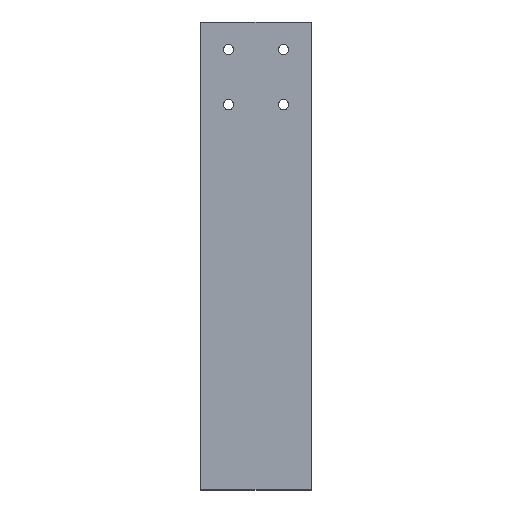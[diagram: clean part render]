
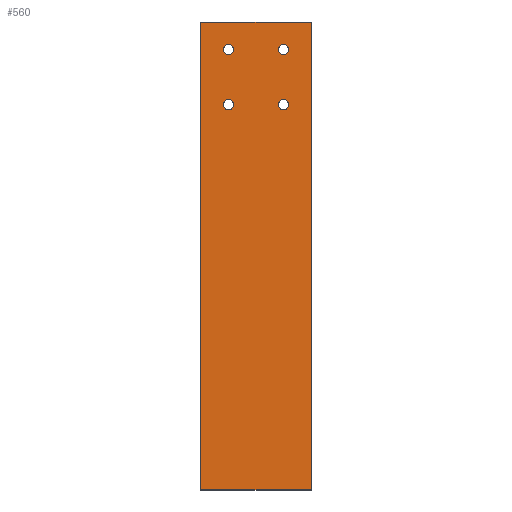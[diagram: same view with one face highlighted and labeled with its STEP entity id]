
A CAD part, top view. The second image highlights one B-rep face of the part: STEP entity #560.
In plain terms, the highlighted planar face has unit normal (0, 0, 1).
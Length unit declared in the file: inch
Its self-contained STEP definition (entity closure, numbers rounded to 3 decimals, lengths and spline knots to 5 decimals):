
#1 = CARTESIAN_POINT ( 'NONE',  ( 0.40625, 8., 1. ) ) ;
#32 = EDGE_CURVE ( 'NONE', #1922, #1659, #355, .T. ) ;
#37 = DIRECTION ( 'NONE',  ( 0., -1., 0. ) ) ;
#69 = VERTEX_POINT ( 'NONE', #1474 ) ;
#81 = VERTEX_POINT ( 'NONE', #1079 ) ;
#89 = DIRECTION ( 'NONE',  ( 1., 0., 0. ) ) ;
#93 = CARTESIAN_POINT ( 'NONE',  ( 1., 8.5, 1. ) ) ;
#171 = CIRCLE ( 'NONE', #785, 0.09375 ) ;
#180 = CIRCLE ( 'NONE', #2215, 0.09375 ) ;
#192 = EDGE_CURVE ( 'NONE', #742, #1509, #2029, .T. ) ;
#196 = ORIENTED_EDGE ( 'NONE', *, *, #1575, .T. ) ;
#208 = CARTESIAN_POINT ( 'NONE',  ( -1., 8.5, 1. ) ) ;
#213 = CARTESIAN_POINT ( 'NONE',  ( -0.40625, 8., 1. ) ) ;
#219 = VERTEX_POINT ( 'NONE', #1030 ) ;
#239 = DIRECTION ( 'NONE',  ( 1., 0., 0. ) ) ;
#249 = LINE ( 'NONE', #1793, #1664 ) ;
#251 = CIRCLE ( 'NONE', #1738, 0.09375 ) ;
#253 = ORIENTED_EDGE ( 'NONE', *, *, #269, .F. ) ;
#269 = EDGE_CURVE ( 'NONE', #1943, #1972, #251, .T. ) ;
#292 = EDGE_LOOP ( 'NONE', ( #196, #2176, #717, #733 ) ) ;
#294 = DIRECTION ( 'NONE',  ( 0., 0., 1. ) ) ;
#295 = DIRECTION ( 'NONE',  ( 0., 0., 1. ) ) ;
#316 = CIRCLE ( 'NONE', #896, 0.09375 ) ;
#328 = DIRECTION ( 'NONE',  ( 1., 0., 0. ) ) ;
#355 = CIRCLE ( 'NONE', #1624, 0.09375 ) ;
#373 = CARTESIAN_POINT ( 'NONE',  ( -0.5, 7., 1. ) ) ;
#374 = CARTESIAN_POINT ( 'NONE',  ( -0.59375, 8., 1. ) ) ;
#382 = DIRECTION ( 'NONE',  ( 1., 0., 0. ) ) ;
#420 = EDGE_LOOP ( 'NONE', ( #824, #677 ) ) ;
#521 = CARTESIAN_POINT ( 'NONE',  ( -1., 8.5, 1. ) ) ;
#530 = FACE_OUTER_BOUND ( 'NONE', #292, .T. ) ;
#553 = DIRECTION ( 'NONE',  ( -1., 0., 0. ) ) ;
#558 = CARTESIAN_POINT ( 'NONE',  ( -0.5, 8., 1. ) ) ;
#560 = ADVANCED_FACE ( 'NONE', ( #890, #1198, #1214, #1555, #530 ), #1029, .F. ) ;
#566 = DIRECTION ( 'NONE',  ( 0., 0., 1. ) ) ;
#591 = ORIENTED_EDGE ( 'NONE', *, *, #32, .F. ) ;
#612 = AXIS2_PLACEMENT_3D ( 'NONE', #2034, #295, #1685 ) ;
#677 = ORIENTED_EDGE ( 'NONE', *, *, #1816, .F. ) ;
#686 = CIRCLE ( 'NONE', #612, 0.09375 ) ;
#717 = ORIENTED_EDGE ( 'NONE', *, *, #1837, .F. ) ;
#733 = ORIENTED_EDGE ( 'NONE', *, *, #1266, .T. ) ;
#742 = VERTEX_POINT ( 'NONE', #1436 ) ;
#755 = VECTOR ( 'NONE', #1304, 39.37008 ) ;
#785 = AXIS2_PLACEMENT_3D ( 'NONE', #1147, #1000, #953 ) ;
#799 = ORIENTED_EDGE ( 'NONE', *, *, #192, .F. ) ;
#824 = ORIENTED_EDGE ( 'NONE', *, *, #1527, .F. ) ;
#845 = DIRECTION ( 'NONE',  ( 0., 0., 1. ) ) ;
#872 = CARTESIAN_POINT ( 'NONE',  ( 1., 0., 1. ) ) ;
#890 = FACE_BOUND ( 'NONE', #1891, .T. ) ;
#896 = AXIS2_PLACEMENT_3D ( 'NONE', #1708, #845, #1539 ) ;
#920 = EDGE_CURVE ( 'NONE', #1509, #742, #171, .T. ) ;
#948 = DIRECTION ( 'NONE',  ( 0., 0., 1. ) ) ;
#953 = DIRECTION ( 'NONE',  ( 1., 0., 0. ) ) ;
#1000 = DIRECTION ( 'NONE',  ( 0., 0., 1. ) ) ;
#1029 = PLANE ( 'NONE',  #2056 ) ;
#1030 = CARTESIAN_POINT ( 'NONE',  ( 1., 8.5, 1. ) ) ;
#1079 = CARTESIAN_POINT ( 'NONE',  ( -1., 8.5, 1. ) ) ;
#1091 = VERTEX_POINT ( 'NONE', #872 ) ;
#1101 = CARTESIAN_POINT ( 'NONE',  ( -0.5, 8., 1. ) ) ;
#1146 = VERTEX_POINT ( 'NONE', #1434 ) ;
#1147 = CARTESIAN_POINT ( 'NONE',  ( 0.5, 8., 1. ) ) ;
#1181 = ORIENTED_EDGE ( 'NONE', *, *, #920, .F. ) ;
#1198 = FACE_BOUND ( 'NONE', #420, .T. ) ;
#1214 = FACE_BOUND ( 'NONE', #1340, .T. ) ;
#1238 = EDGE_CURVE ( 'NONE', #1659, #1922, #1255, .T. ) ;
#1255 = CIRCLE ( 'NONE', #1733, 0.09375 ) ;
#1266 = EDGE_CURVE ( 'NONE', #81, #1146, #1929, .T. ) ;
#1304 = DIRECTION ( 'NONE',  ( 0., -1., 0. ) ) ;
#1320 = CARTESIAN_POINT ( 'NONE',  ( 0.5, 8., 1. ) ) ;
#1335 = AXIS2_PLACEMENT_3D ( 'NONE', #1320, #294, #2206 ) ;
#1340 = EDGE_LOOP ( 'NONE', ( #799, #1181 ) ) ;
#1392 = EDGE_CURVE ( 'NONE', #219, #1091, #2173, .T. ) ;
#1418 = CARTESIAN_POINT ( 'NONE',  ( -1., 8.5, 1. ) ) ;
#1428 = CARTESIAN_POINT ( 'NONE',  ( -0.59375, 7., 1. ) ) ;
#1431 = CARTESIAN_POINT ( 'NONE',  ( 0.59375, 7., 1. ) ) ;
#1434 = CARTESIAN_POINT ( 'NONE',  ( -1., 0., 1. ) ) ;
#1436 = CARTESIAN_POINT ( 'NONE',  ( 0.59375, 8., 1. ) ) ;
#1445 = VECTOR ( 'NONE', #37, 39.37008 ) ;
#1474 = CARTESIAN_POINT ( 'NONE',  ( 0.40625, 7., 1. ) ) ;
#1487 = ORIENTED_EDGE ( 'NONE', *, *, #1704, .F. ) ;
#1509 = VERTEX_POINT ( 'NONE', #1 ) ;
#1527 = EDGE_CURVE ( 'NONE', #1649, #69, #316, .T. ) ;
#1537 = DIRECTION ( 'NONE',  ( 1., 0., 0. ) ) ;
#1539 = DIRECTION ( 'NONE',  ( 1., 0., 0. ) ) ;
#1555 = FACE_BOUND ( 'NONE', #1728, .T. ) ;
#1575 = EDGE_CURVE ( 'NONE', #1146, #1091, #249, .T. ) ;
#1624 = AXIS2_PLACEMENT_3D ( 'NONE', #558, #948, #89 ) ;
#1631 = CARTESIAN_POINT ( 'NONE',  ( -0.40625, 7., 1. ) ) ;
#1649 = VERTEX_POINT ( 'NONE', #1431 ) ;
#1659 = VERTEX_POINT ( 'NONE', #374 ) ;
#1664 = VECTOR ( 'NONE', #1962, 39.37008 ) ;
#1685 = DIRECTION ( 'NONE',  ( 1., 0., 0. ) ) ;
#1704 = EDGE_CURVE ( 'NONE', #1972, #1943, #686, .T. ) ;
#1708 = CARTESIAN_POINT ( 'NONE',  ( 0.5, 7., 1. ) ) ;
#1728 = EDGE_LOOP ( 'NONE', ( #591, #2200 ) ) ;
#1733 = AXIS2_PLACEMENT_3D ( 'NONE', #1101, #1808, #239 ) ;
#1738 = AXIS2_PLACEMENT_3D ( 'NONE', #373, #566, #382 ) ;
#1755 = DIRECTION ( 'NONE',  ( 0., 0., 1. ) ) ;
#1793 = CARTESIAN_POINT ( 'NONE',  ( -1., 0., 1. ) ) ;
#1808 = DIRECTION ( 'NONE',  ( 0., 0., 1. ) ) ;
#1816 = EDGE_CURVE ( 'NONE', #69, #1649, #180, .T. ) ;
#1837 = EDGE_CURVE ( 'NONE', #81, #219, #1889, .T. ) ;
#1840 = CARTESIAN_POINT ( 'NONE',  ( 0.5, 7., 1. ) ) ;
#1889 = LINE ( 'NONE', #1418, #2101 ) ;
#1891 = EDGE_LOOP ( 'NONE', ( #1487, #253 ) ) ;
#1922 = VERTEX_POINT ( 'NONE', #213 ) ;
#1929 = LINE ( 'NONE', #208, #1445 ) ;
#1943 = VERTEX_POINT ( 'NONE', #1428 ) ;
#1962 = DIRECTION ( 'NONE',  ( 1., 0., 0. ) ) ;
#1972 = VERTEX_POINT ( 'NONE', #1631 ) ;
#2029 = CIRCLE ( 'NONE', #1335, 0.09375 ) ;
#2034 = CARTESIAN_POINT ( 'NONE',  ( -0.5, 7., 1. ) ) ;
#2056 = AXIS2_PLACEMENT_3D ( 'NONE', #521, #2078, #553 ) ;
#2078 = DIRECTION ( 'NONE',  ( 0., 0., -1. ) ) ;
#2101 = VECTOR ( 'NONE', #328, 39.37008 ) ;
#2173 = LINE ( 'NONE', #93, #755 ) ;
#2176 = ORIENTED_EDGE ( 'NONE', *, *, #1392, .F. ) ;
#2200 = ORIENTED_EDGE ( 'NONE', *, *, #1238, .F. ) ;
#2206 = DIRECTION ( 'NONE',  ( 1., 0., 0. ) ) ;
#2215 = AXIS2_PLACEMENT_3D ( 'NONE', #1840, #1755, #1537 ) ;
